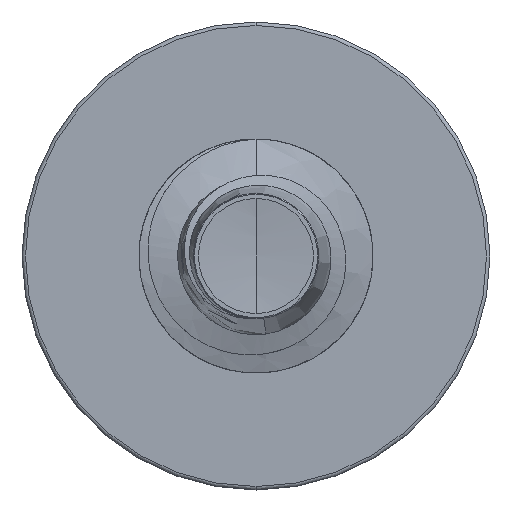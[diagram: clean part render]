
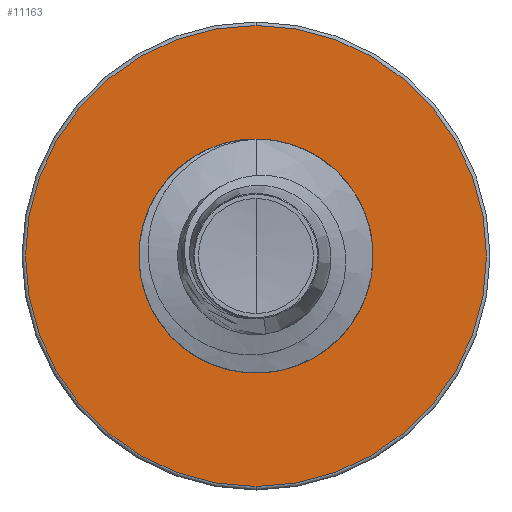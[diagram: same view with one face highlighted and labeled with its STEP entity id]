
A CAD part, front view. The second image highlights one B-rep face of the part: STEP entity #11163.
In plain terms, the highlighted planar face has unit normal (0, -1, 0).
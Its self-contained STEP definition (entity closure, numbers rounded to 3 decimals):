
#628 = ORIENTED_EDGE ( 'NONE', *, *, #17089, .T. ) ;
#886 = AXIS2_PLACEMENT_3D ( 'NONE', #25238, #25231, #25211 ) ;
#2556 = DIRECTION ( 'NONE',  ( 0., 1., 0. ) ) ;
#3643 = AXIS2_PLACEMENT_3D ( 'NONE', #27054, #27033, #27015 ) ;
#4140 = CARTESIAN_POINT ( 'NONE',  ( 0., 27.5, 0. ) ) ;
#4445 = DIRECTION ( 'NONE',  ( 0., 0., 1. ) ) ;
#4488 = DIRECTION ( 'NONE',  ( 0., 1., 0. ) ) ;
#4693 = CARTESIAN_POINT ( 'NONE',  ( 0., 27.5, -2.842 ) ) ;
#5822 = PLANE ( 'NONE',  #20936 ) ;
#6382 = CIRCLE ( 'NONE', #27289, 2.842 ) ;
#7085 = DIRECTION ( 'NONE',  ( 0., 0., 1. ) ) ;
#8799 = ORIENTED_EDGE ( 'NONE', *, *, #26550, .F. ) ;
#9260 = AXIS2_PLACEMENT_3D ( 'NONE', #4140, #21175, #7085 ) ;
#10369 = CARTESIAN_POINT ( 'NONE',  ( 0., 27.5, 2.842 ) ) ;
#11163 = ADVANCED_FACE ( 'NONE', ( #23451, #18489 ), #5822, .F. ) ;
#14172 = CIRCLE ( 'NONE', #9260, 5.91 ) ;
#15542 = VERTEX_POINT ( 'NONE', #10369 ) ;
#16135 = EDGE_CURVE ( 'NONE', #21075, #19517, #17129, .T. ) ;
#17089 = EDGE_CURVE ( 'NONE', #23306, #15542, #24609, .T. ) ;
#17129 = CIRCLE ( 'NONE', #3643, 5.91 ) ;
#17943 = CARTESIAN_POINT ( 'NONE',  ( 0., 27.5, 5.91 ) ) ;
#18135 = CARTESIAN_POINT ( 'NONE',  ( 0., 27.5, 0. ) ) ;
#18489 = FACE_BOUND ( 'NONE', #21916, .T. ) ;
#19517 = VERTEX_POINT ( 'NONE', #17943 ) ;
#19843 = CARTESIAN_POINT ( 'NONE',  ( 0., 27.5, -5.91 ) ) ;
#20177 = DIRECTION ( 'NONE',  ( 0., 0., 1. ) ) ;
#20733 = ORIENTED_EDGE ( 'NONE', *, *, #16135, .F. ) ;
#20936 = AXIS2_PLACEMENT_3D ( 'NONE', #4693, #4488, #4445 ) ;
#20939 = EDGE_LOOP ( 'NONE', ( #8799, #20733 ) ) ;
#21075 = VERTEX_POINT ( 'NONE', #19843 ) ;
#21175 = DIRECTION ( 'NONE',  ( 0., 1., 0. ) ) ;
#21353 = EDGE_CURVE ( 'NONE', #15542, #23306, #6382, .T. ) ;
#21916 = EDGE_LOOP ( 'NONE', ( #27005, #628 ) ) ;
#23306 = VERTEX_POINT ( 'NONE', #25212 ) ;
#23451 = FACE_OUTER_BOUND ( 'NONE', #20939, .T. ) ;
#24609 = CIRCLE ( 'NONE', #886, 2.842 ) ;
#25211 = DIRECTION ( 'NONE',  ( 0., 0., 1. ) ) ;
#25212 = CARTESIAN_POINT ( 'NONE',  ( 0., 27.5, -2.842 ) ) ;
#25231 = DIRECTION ( 'NONE',  ( 0., 1., 0. ) ) ;
#25238 = CARTESIAN_POINT ( 'NONE',  ( 0., 27.5, 0. ) ) ;
#26550 = EDGE_CURVE ( 'NONE', #19517, #21075, #14172, .T. ) ;
#27005 = ORIENTED_EDGE ( 'NONE', *, *, #21353, .T. ) ;
#27015 = DIRECTION ( 'NONE',  ( 0., 0., 1. ) ) ;
#27033 = DIRECTION ( 'NONE',  ( 0., 1., 0. ) ) ;
#27054 = CARTESIAN_POINT ( 'NONE',  ( 0., 27.5, 0. ) ) ;
#27289 = AXIS2_PLACEMENT_3D ( 'NONE', #18135, #2556, #20177 ) ;
